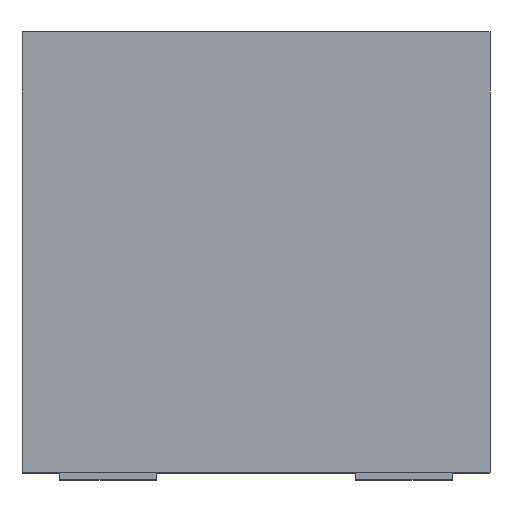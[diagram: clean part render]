
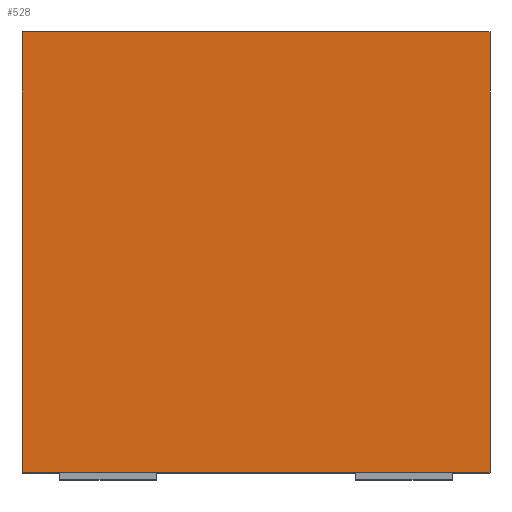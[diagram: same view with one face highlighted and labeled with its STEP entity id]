
A CAD part, top view. The second image highlights one B-rep face of the part: STEP entity #528.
In plain terms, the highlighted planar face has unit normal (0, 0, 1).
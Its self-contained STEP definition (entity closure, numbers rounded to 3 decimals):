
#47 = EDGE_CURVE ( 'NONE', #621, #1284, #851, .T. ) ;
#106 = LINE ( 'NONE', #622, #862 ) ;
#119 = DIRECTION ( 'NONE',  ( 1., 0., 0. ) ) ;
#121 = ORIENTED_EDGE ( 'NONE', *, *, #1303, .F. ) ;
#394 = FACE_OUTER_BOUND ( 'NONE', #768, .T. ) ;
#419 = CARTESIAN_POINT ( 'NONE',  ( 0., 0., 7.6 ) ) ;
#458 = ORIENTED_EDGE ( 'NONE', *, *, #1157, .T. ) ;
#480 = VERTEX_POINT ( 'NONE', #589 ) ;
#485 = CARTESIAN_POINT ( 'NONE',  ( -6.8, 12.8, 7.6 ) ) ;
#500 = DIRECTION ( 'NONE',  ( 0., 1., 0. ) ) ;
#523 = CARTESIAN_POINT ( 'NONE',  ( 0., 12.8, 7.6 ) ) ;
#528 = ADVANCED_FACE ( 'NONE', ( #394 ), #1126, .F. ) ;
#538 = DIRECTION ( 'NONE',  ( 1., 0., 0. ) ) ;
#555 = CARTESIAN_POINT ( 'NONE',  ( 6.8, 0., 7.6 ) ) ;
#589 = CARTESIAN_POINT ( 'NONE',  ( -6.8, 0., 7.6 ) ) ;
#590 = EDGE_CURVE ( 'NONE', #807, #1284, #106, .T. ) ;
#599 = LINE ( 'NONE', #485, #1008 ) ;
#621 = VERTEX_POINT ( 'NONE', #1051 ) ;
#622 = CARTESIAN_POINT ( 'NONE',  ( 6.8, 12.8, 7.6 ) ) ;
#691 = AXIS2_PLACEMENT_3D ( 'NONE', #796, #928, #1143 ) ;
#739 = VECTOR ( 'NONE', #538, 1000. ) ;
#768 = EDGE_LOOP ( 'NONE', ( #1233, #1176, #121, #458 ) ) ;
#796 = CARTESIAN_POINT ( 'NONE',  ( -6.8, 12.8, 7.6 ) ) ;
#807 = VERTEX_POINT ( 'NONE', #555 ) ;
#851 = LINE ( 'NONE', #523, #925 ) ;
#862 = VECTOR ( 'NONE', #1027, 1000. ) ;
#925 = VECTOR ( 'NONE', #119, 1000. ) ;
#928 = DIRECTION ( 'NONE',  ( 0., 0., -1. ) ) ;
#1008 = VECTOR ( 'NONE', #500, 1000. ) ;
#1027 = DIRECTION ( 'NONE',  ( 0., 1., 0. ) ) ;
#1051 = CARTESIAN_POINT ( 'NONE',  ( -6.8, 12.8, 7.6 ) ) ;
#1126 = PLANE ( 'NONE',  #691 ) ;
#1143 = DIRECTION ( 'NONE',  ( -1., 0., 0. ) ) ;
#1157 = EDGE_CURVE ( 'NONE', #480, #807, #1256, .T. ) ;
#1176 = ORIENTED_EDGE ( 'NONE', *, *, #47, .F. ) ;
#1190 = CARTESIAN_POINT ( 'NONE',  ( 6.8, 12.8, 7.6 ) ) ;
#1233 = ORIENTED_EDGE ( 'NONE', *, *, #590, .T. ) ;
#1256 = LINE ( 'NONE', #419, #739 ) ;
#1284 = VERTEX_POINT ( 'NONE', #1190 ) ;
#1303 = EDGE_CURVE ( 'NONE', #480, #621, #599, .T. ) ;
